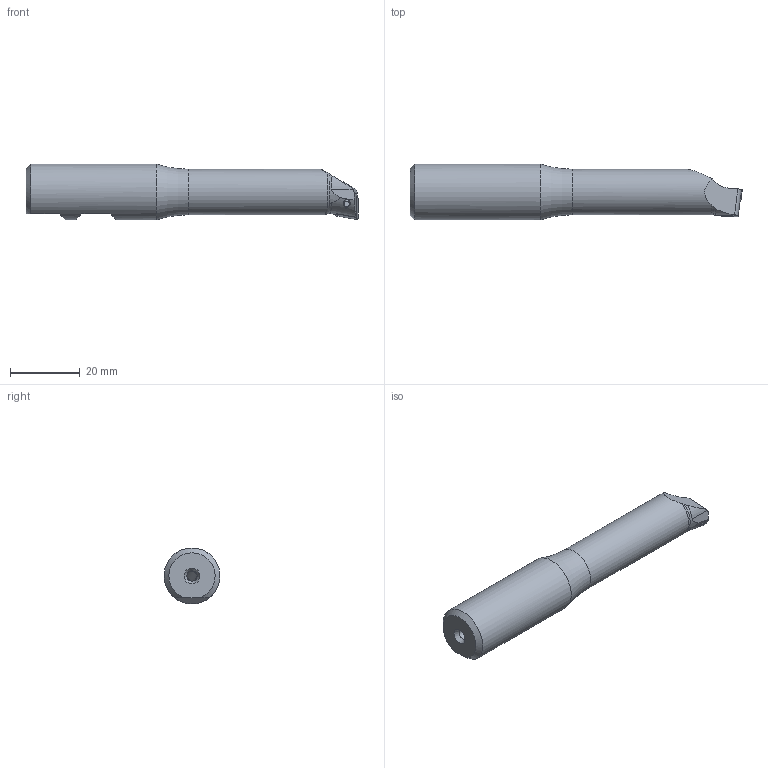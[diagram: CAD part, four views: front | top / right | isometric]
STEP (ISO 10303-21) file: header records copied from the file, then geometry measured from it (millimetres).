
FILE_DESCRIPTION (( 'STEP AP214' ), '1' );
FILE_NAME ('B16.WCA.K11.095.STEP', '2020-08-13T14:02:10', ( '' ), ( '' ), 'SwSTEP 2.0', 'SolidWorks 2017', '' );
FILE_SCHEMA (( 'AUTOMOTIVE_DESIGN' ));
Length unit declared in the file: millimetre
Products named in the file (4): WCA-ER2.001.006_A; CCMT060204; B16.WCA.K11.095; B16-WCA.K11.095_A
Assembly tree (3 placements, depth 2):
  B16.WCA.K11.095
    B16-WCA.K11.095_A
    CCMT060204
    WCA-ER2.001.006_A
Bounding box: 95 x 16 x 16 mm (x, y, z)
Volume: 13561.5 mm3; surface area: 5383.8 mm2
Topology: 3 solids, 3 shells, 101 faces, 254 edges, 158 vertices
Faces by surface type: plane 33, cylinder 26, cone 22, bspline 13, torus 6, sphere 1
Full cylindrical faces by diameter (mm): 2 x1, 2.05 x1, 2.5 x1, 2.8 x1, 3 x2, 3.4 x1, 3.85 x1, 13.05 x1, 16 x1
Entity records: 3471 total; most frequent: CARTESIAN_POINT 1204, ORIENTED_EDGE 450, DIRECTION 389, EDGE_CURVE 225, AXIS2_PLACEMENT_3D 154, VERTEX_POINT 151, EDGE_LOOP 128, FACE_OUTER_BOUND 116
